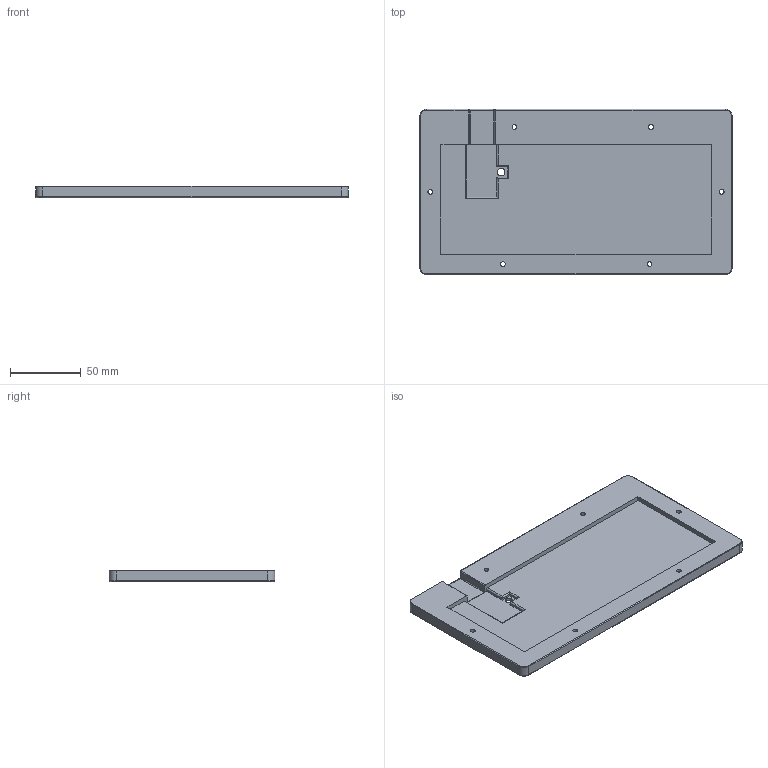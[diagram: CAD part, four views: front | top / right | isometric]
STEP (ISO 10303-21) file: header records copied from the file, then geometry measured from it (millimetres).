
FILE_DESCRIPTION(/* description */ ('','CAx-IF Rec.Pracs.---Representation and Presentation of Product Manufacturing Information (PMI)---4.0---2014-10-13'),/* implementation_level */ '2;1');
FILE_NAME(/* name */ 'Bottom case (bumpon mounts).step',/* time_stamp */ '2024-12-05T10:24:00+02:00',/* author */ (''),/* organization */ (''),/* preprocessor_version */ 'ST-DEVELOPER v20',/* originating_system */ 'Autodesk Translation Framework v13.20.0.188',/* authorisation */ '');
FILE_SCHEMA (('AP242_MANAGED_MODEL_BASED_3D_ENGINEERING_MIM_LF { 1 0 10303 442 1 1 4 }'));
Length unit declared in the file: millimetre
Products named in the file (1): Bottom case (bumpon mounts)
Bounding box: 221.5 x 117.2 x 8.5 mm (x, y, z)
Volume: 161657 mm3; surface area: 60035.9 mm2
Topology: 1 solids, 1 shells, 107 faces, 249 edges, 151 vertices
Faces by surface type: cylinder 46, plane 32, torus 19, cone 6, bspline 4
Full cylindrical faces by diameter (mm): 3.4 x6, 5.5 x1, 8.4 x6, 10 x4
Entity records: 3166 total; most frequent: DIRECTION 587, CARTESIAN_POINT 580, ORIENTED_EDGE 494, EDGE_CURVE 247, AXIS2_PLACEMENT_3D 236, VERTEX_POINT 151, EDGE_LOOP 130, CIRCLE 122
